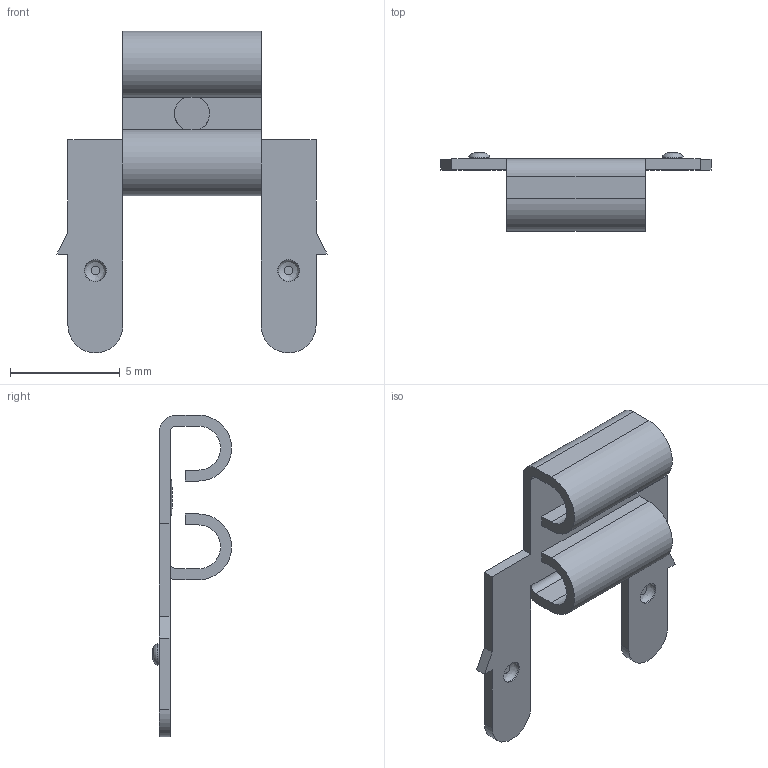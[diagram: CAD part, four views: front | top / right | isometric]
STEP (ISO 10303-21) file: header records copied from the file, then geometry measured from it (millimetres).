
FILE_DESCRIPTION(/* description */ (''),/* implementation_level */ '2;1');
FILE_NAME(/* name */ 'VOGT_3867t.68.stp',/* time_stamp */ '2016-10-05T13:31:18+02:00',/* author */ ('riccim'),/* organization */ ('SolidWorks'),/* preprocessor_version */ 'ST-DEVELOPER v15.5',/* originating_system */ 'AutoCAD Mechanical',/* authorisation */ ' ');
FILE_SCHEMA (('AUTOMOTIVE_DESIGN { 1 0 10303 214 3 1 1 }'));
Length unit declared in the file: millimetre
Products named in the file (1): Product
Bounding box: 12.3 x 3.6 x 14.65 mm (x, y, z)
Volume: 82.7 mm3; surface area: 377.5 mm2
Topology: 1 solids, 1 shells, 55 faces, 142 edges, 95 vertices
Faces by surface type: plane 34, cylinder 11, bspline 6, cone 4
Full cylindrical faces by diameter (mm): 1.6 x1
Entity records: 1834 total; most frequent: CARTESIAN_POINT 461, DIRECTION 278, ORIENTED_EDGE 276, EDGE_CURVE 138, AXIS2_PLACEMENT_3D 96, VERTEX_POINT 95, LINE 86, VECTOR 86
